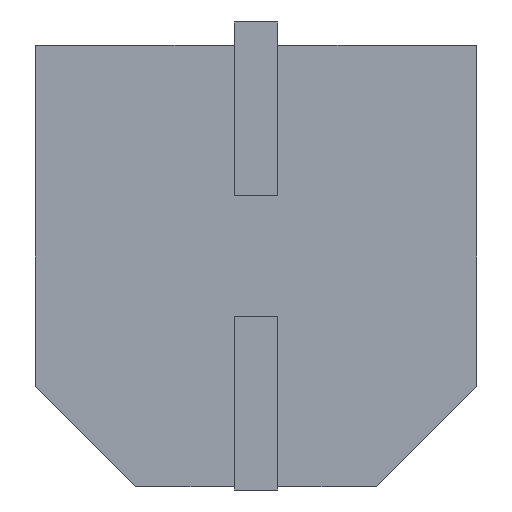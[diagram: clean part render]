
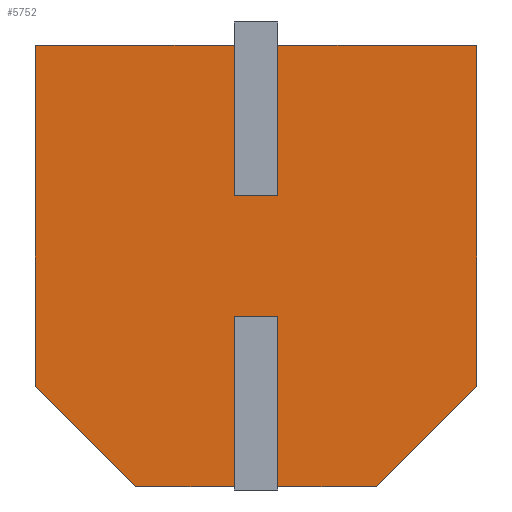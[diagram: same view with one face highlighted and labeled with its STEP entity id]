
A CAD part, front view. The second image highlights one B-rep face of the part: STEP entity #5752.
In plain terms, the highlighted planar face has unit normal (0, -1, 0).
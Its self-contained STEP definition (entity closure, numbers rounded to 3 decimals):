
#15 = ORIENTED_EDGE ( 'NONE', *, *, #2779, .F. ) ;
#29 = VERTEX_POINT ( 'NONE', #5036 ) ;
#54 = EDGE_CURVE ( 'NONE', #29, #2004, #4713, .T. ) ;
#142 = DIRECTION ( 'NONE',  ( 1., 0., 0. ) ) ;
#300 = CARTESIAN_POINT ( 'NONE',  ( -0.325, 0., 3.3 ) ) ;
#361 = EDGE_CURVE ( 'NONE', #6008, #3536, #3443, .T. ) ;
#478 = VERTEX_POINT ( 'NONE', #300 ) ;
#547 = CARTESIAN_POINT ( 'NONE',  ( 0.325, 0., 1.05 ) ) ;
#565 = VECTOR ( 'NONE', #142, 1000. ) ;
#658 = LINE ( 'NONE', #6295, #5854 ) ;
#672 = DIRECTION ( 'NONE',  ( 0., 1., 0. ) ) ;
#703 = DIRECTION ( 'NONE',  ( -1., 0., 0. ) ) ;
#764 = DIRECTION ( 'NONE',  ( -0.707, 0., 0.707 ) ) ;
#896 = EDGE_CURVE ( 'NONE', #3620, #5209, #3054, .T. ) ;
#920 = ORIENTED_EDGE ( 'NONE', *, *, #5370, .F. ) ;
#988 = CARTESIAN_POINT ( 'NONE',  ( 0.325, 0., -0.75 ) ) ;
#1029 = LINE ( 'NONE', #3453, #4094 ) ;
#1181 = ORIENTED_EDGE ( 'NONE', *, *, #4420, .F. ) ;
#1208 = LINE ( 'NONE', #3261, #2497 ) ;
#1267 = DIRECTION ( 'NONE',  ( 0., 0., -1. ) ) ;
#1319 = EDGE_CURVE ( 'NONE', #6430, #6274, #4841, .T. ) ;
#1335 = CARTESIAN_POINT ( 'NONE',  ( -0.325, 0., -0.75 ) ) ;
#1355 = CARTESIAN_POINT ( 'NONE',  ( 1.8, 0., -3.3 ) ) ;
#1387 = ORIENTED_EDGE ( 'NONE', *, *, #4858, .F. ) ;
#1643 = VECTOR ( 'NONE', #5369, 1000. ) ;
#1661 = CARTESIAN_POINT ( 'NONE',  ( -0.325, 0., 1.05 ) ) ;
#1795 = CARTESIAN_POINT ( 'NONE',  ( -3.3, 0., 3.3 ) ) ;
#1874 = VECTOR ( 'NONE', #1267, 1000. ) ;
#1950 = CARTESIAN_POINT ( 'NONE',  ( 1.8, 0., -3.3 ) ) ;
#1959 = CARTESIAN_POINT ( 'NONE',  ( -3.3, 0., 3.3 ) ) ;
#1989 = DIRECTION ( 'NONE',  ( -1., 0., 0. ) ) ;
#1997 = VERTEX_POINT ( 'NONE', #4559 ) ;
#2004 = VERTEX_POINT ( 'NONE', #2949 ) ;
#2016 = EDGE_LOOP ( 'NONE', ( #5781, #6640, #2299, #920, #15, #5984, #5760, #4330, #4298, #4718, #4927, #1181, #4792, #1387 ) ) ;
#2052 = VECTOR ( 'NONE', #3901, 1000. ) ;
#2076 = EDGE_CURVE ( 'NONE', #6274, #5937, #3313, .T. ) ;
#2270 = AXIS2_PLACEMENT_3D ( 'NONE', #2701, #672, #4258 ) ;
#2299 = ORIENTED_EDGE ( 'NONE', *, *, #361, .F. ) ;
#2497 = VECTOR ( 'NONE', #703, 1000. ) ;
#2529 = CARTESIAN_POINT ( 'NONE',  ( -0.325, 0., -0.75 ) ) ;
#2540 = DIRECTION ( 'NONE',  ( -0.707, 0., -0.707 ) ) ;
#2701 = CARTESIAN_POINT ( 'NONE',  ( 0., 0., 0. ) ) ;
#2779 = EDGE_CURVE ( 'NONE', #5209, #1997, #658, .T. ) ;
#2879 = DIRECTION ( 'NONE',  ( 0., 0., 1. ) ) ;
#2949 = CARTESIAN_POINT ( 'NONE',  ( 0.325, 0., -0.75 ) ) ;
#3054 = LINE ( 'NONE', #1335, #1874 ) ;
#3261 = CARTESIAN_POINT ( 'NONE',  ( -1.8, 0., -3.3 ) ) ;
#3313 = LINE ( 'NONE', #1950, #4347 ) ;
#3359 = LINE ( 'NONE', #1795, #1643 ) ;
#3443 = LINE ( 'NONE', #6385, #2052 ) ;
#3453 = CARTESIAN_POINT ( 'NONE',  ( -3.3, 0., 3.3 ) ) ;
#3461 = VECTOR ( 'NONE', #1989, 1000. ) ;
#3536 = VERTEX_POINT ( 'NONE', #1959 ) ;
#3620 = VERTEX_POINT ( 'NONE', #2529 ) ;
#3726 = CARTESIAN_POINT ( 'NONE',  ( 0.325, 0., 3.3 ) ) ;
#3730 = PLANE ( 'NONE',  #2270 ) ;
#3837 = FACE_OUTER_BOUND ( 'NONE', #2016, .T. ) ;
#3847 = LINE ( 'NONE', #6369, #6560 ) ;
#3853 = VECTOR ( 'NONE', #5258, 1000. ) ;
#3901 = DIRECTION ( 'NONE',  ( 0., 0., 1. ) ) ;
#3991 = EDGE_CURVE ( 'NONE', #478, #5498, #6039, .T. ) ;
#4094 = VECTOR ( 'NONE', #4490, 1000. ) ;
#4181 = LINE ( 'NONE', #6448, #6017 ) ;
#4258 = DIRECTION ( 'NONE',  ( 0., 0., 1. ) ) ;
#4286 = EDGE_CURVE ( 'NONE', #5937, #29, #1208, .T. ) ;
#4298 = ORIENTED_EDGE ( 'NONE', *, *, #4286, .F. ) ;
#4330 = ORIENTED_EDGE ( 'NONE', *, *, #54, .F. ) ;
#4347 = VECTOR ( 'NONE', #2540, 1000. ) ;
#4420 = EDGE_CURVE ( 'NONE', #4878, #6430, #3359, .T. ) ;
#4490 = DIRECTION ( 'NONE',  ( 1., 0., 0. ) ) ;
#4511 = EDGE_CURVE ( 'NONE', #5285, #4878, #4181, .T. ) ;
#4516 = CARTESIAN_POINT ( 'NONE',  ( 3.3, 0., 3.3 ) ) ;
#4559 = CARTESIAN_POINT ( 'NONE',  ( -1.8, 0., -3.3 ) ) ;
#4560 = CARTESIAN_POINT ( 'NONE',  ( -0.325, 0., -3.3 ) ) ;
#4652 = LINE ( 'NONE', #5072, #3461 ) ;
#4656 = EDGE_CURVE ( 'NONE', #3536, #478, #1029, .T. ) ;
#4713 = LINE ( 'NONE', #988, #5728 ) ;
#4718 = ORIENTED_EDGE ( 'NONE', *, *, #2076, .F. ) ;
#4792 = ORIENTED_EDGE ( 'NONE', *, *, #4511, .F. ) ;
#4841 = LINE ( 'NONE', #5274, #3853 ) ;
#4858 = EDGE_CURVE ( 'NONE', #5498, #5285, #5853, .T. ) ;
#4878 = VERTEX_POINT ( 'NONE', #3726 ) ;
#4927 = ORIENTED_EDGE ( 'NONE', *, *, #1319, .F. ) ;
#5036 = CARTESIAN_POINT ( 'NONE',  ( 0.325, 0., -3.3 ) ) ;
#5072 = CARTESIAN_POINT ( 'NONE',  ( -0.325, 0., -0.75 ) ) ;
#5164 = EDGE_CURVE ( 'NONE', #2004, #3620, #4652, .T. ) ;
#5209 = VERTEX_POINT ( 'NONE', #4560 ) ;
#5233 = DIRECTION ( 'NONE',  ( 0., 0., 1. ) ) ;
#5258 = DIRECTION ( 'NONE',  ( 0., 0., -1. ) ) ;
#5274 = CARTESIAN_POINT ( 'NONE',  ( 3.3, 0., -1.8 ) ) ;
#5285 = VERTEX_POINT ( 'NONE', #547 ) ;
#5369 = DIRECTION ( 'NONE',  ( 1., 0., 0. ) ) ;
#5370 = EDGE_CURVE ( 'NONE', #1997, #6008, #3847, .T. ) ;
#5498 = VERTEX_POINT ( 'NONE', #6492 ) ;
#5728 = VECTOR ( 'NONE', #5233, 1000. ) ;
#5752 = ADVANCED_FACE ( 'NONE', ( #3837 ), #3730, .F. ) ;
#5760 = ORIENTED_EDGE ( 'NONE', *, *, #5164, .F. ) ;
#5769 = DIRECTION ( 'NONE',  ( 0., 0., -1. ) ) ;
#5776 = DIRECTION ( 'NONE',  ( -1., 0., 0. ) ) ;
#5781 = ORIENTED_EDGE ( 'NONE', *, *, #3991, .F. ) ;
#5828 = CARTESIAN_POINT ( 'NONE',  ( 3.3, 0., -1.8 ) ) ;
#5853 = LINE ( 'NONE', #1661, #565 ) ;
#5854 = VECTOR ( 'NONE', #5776, 1000. ) ;
#5937 = VERTEX_POINT ( 'NONE', #1355 ) ;
#5984 = ORIENTED_EDGE ( 'NONE', *, *, #896, .F. ) ;
#6008 = VERTEX_POINT ( 'NONE', #6186 ) ;
#6017 = VECTOR ( 'NONE', #2879, 1000. ) ;
#6039 = LINE ( 'NONE', #6269, #6518 ) ;
#6186 = CARTESIAN_POINT ( 'NONE',  ( -3.3, 0., -1.8 ) ) ;
#6269 = CARTESIAN_POINT ( 'NONE',  ( -0.325, 0., 3.65 ) ) ;
#6274 = VERTEX_POINT ( 'NONE', #5828 ) ;
#6295 = CARTESIAN_POINT ( 'NONE',  ( -1.8, 0., -3.3 ) ) ;
#6369 = CARTESIAN_POINT ( 'NONE',  ( -3.3, 0., -1.8 ) ) ;
#6385 = CARTESIAN_POINT ( 'NONE',  ( -3.3, 0., -1.8 ) ) ;
#6430 = VERTEX_POINT ( 'NONE', #4516 ) ;
#6448 = CARTESIAN_POINT ( 'NONE',  ( 0.325, 0., 3.65 ) ) ;
#6492 = CARTESIAN_POINT ( 'NONE',  ( -0.325, 0., 1.05 ) ) ;
#6518 = VECTOR ( 'NONE', #5769, 1000. ) ;
#6560 = VECTOR ( 'NONE', #764, 1000. ) ;
#6640 = ORIENTED_EDGE ( 'NONE', *, *, #4656, .F. ) ;
